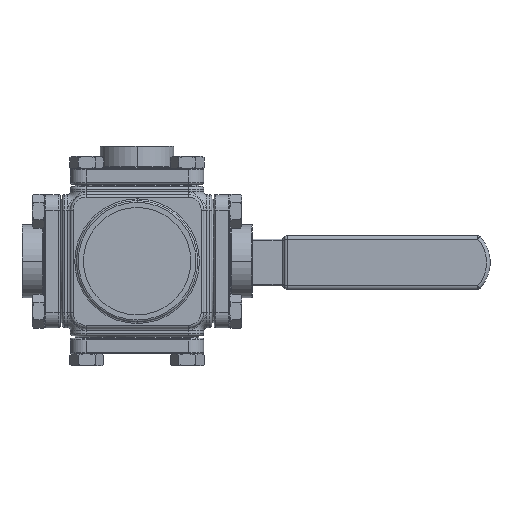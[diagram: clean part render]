
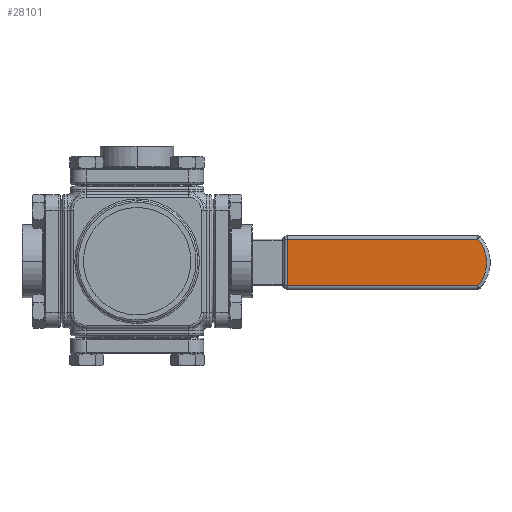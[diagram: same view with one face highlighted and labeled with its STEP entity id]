
A CAD part, front view. The second image highlights one B-rep face of the part: STEP entity #28101.
In plain terms, the highlighted planar face has unit normal (0, -1, 0).
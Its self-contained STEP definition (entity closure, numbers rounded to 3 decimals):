
#194 = AXIS2_PLACEMENT_3D ( 'NONE', #25239, #25238, #25237 ) ;
#1350 = CARTESIAN_POINT ( 'NONE',  ( 196.756, 91.01, 12.75 ) ) ;
#1356 = CARTESIAN_POINT ( 'NONE',  ( 196.756, 91.01, -14.25 ) ) ;
#1358 = CARTESIAN_POINT ( 'NONE',  ( 86.828, 91.01, 12.75 ) ) ;
#1359 = CARTESIAN_POINT ( 'NONE',  ( 86.828, 91.01, -14.25 ) ) ;
#5670 = FACE_OUTER_BOUND ( 'NONE', #16886, .T. ) ;
#10554 = LINE ( 'NONE', #25265, #10561 ) ;
#10556 = LINE ( 'NONE', #25256, #10559 ) ;
#10559 = VECTOR ( 'NONE', #25253, 1000. ) ;
#10560 = LINE ( 'NONE', #25247, #10563 ) ;
#10561 = VECTOR ( 'NONE', #25251, 1000. ) ;
#10562 = CIRCLE ( 'NONE', #194, 20. ) ;
#10563 = VECTOR ( 'NONE', #25245, 1000. ) ;
#13501 = EDGE_CURVE ( 'NONE', #22026, #22023, #10556, .T. ) ;
#13502 = EDGE_CURVE ( 'NONE', #22025, #22026, #10554, .T. ) ;
#13503 = EDGE_CURVE ( 'NONE', #22017, #22025, #10560, .T. ) ;
#13504 = EDGE_CURVE ( 'NONE', #22023, #22017, #10562, .T. ) ;
#16886 = EDGE_LOOP ( 'NONE', ( #17119, #17162, #17163, #17187 ) ) ;
#17119 = ORIENTED_EDGE ( 'NONE', *, *, #13504, .T. ) ;
#17162 = ORIENTED_EDGE ( 'NONE', *, *, #13503, .T. ) ;
#17163 = ORIENTED_EDGE ( 'NONE', *, *, #13502, .T. ) ;
#17187 = ORIENTED_EDGE ( 'NONE', *, *, #13501, .T. ) ;
#22017 = VERTEX_POINT ( 'NONE', #1350 ) ;
#22023 = VERTEX_POINT ( 'NONE', #1356 ) ;
#22025 = VERTEX_POINT ( 'NONE', #1358 ) ;
#22026 = VERTEX_POINT ( 'NONE', #1359 ) ;
#25237 = DIRECTION ( 'NONE',  ( 0., 0., -1. ) ) ;
#25238 = DIRECTION ( 'NONE',  ( 0., -1., 0. ) ) ;
#25239 = CARTESIAN_POINT ( 'NONE',  ( 182., 91.01, -0.75 ) ) ;
#25245 = DIRECTION ( 'NONE',  ( -1., 0., 0. ) ) ;
#25247 = CARTESIAN_POINT ( 'NONE',  ( 86.828, 91.01, 12.75 ) ) ;
#25251 = DIRECTION ( 'NONE',  ( 0., 0., -1. ) ) ;
#25253 = DIRECTION ( 'NONE',  ( 1., 0., 0. ) ) ;
#25256 = CARTESIAN_POINT ( 'NONE',  ( 196.756, 91.01, -14.25 ) ) ;
#25265 = CARTESIAN_POINT ( 'NONE',  ( 86.828, 91.01, 66.501 ) ) ;
#28101 = ADVANCED_FACE ( 'NONE', ( #5670 ), #30575, .T. ) ;
#29855 = AXIS2_PLACEMENT_3D ( 'NONE', #30573, #30577, #30578 ) ;
#30573 = CARTESIAN_POINT ( 'NONE',  ( 86.828, 91.01, 66.501 ) ) ;
#30575 = PLANE ( 'NONE',  #29855 ) ;
#30577 = DIRECTION ( 'NONE',  ( 0., -1., 0. ) ) ;
#30578 = DIRECTION ( 'NONE',  ( 0., 0., -1. ) ) ;
